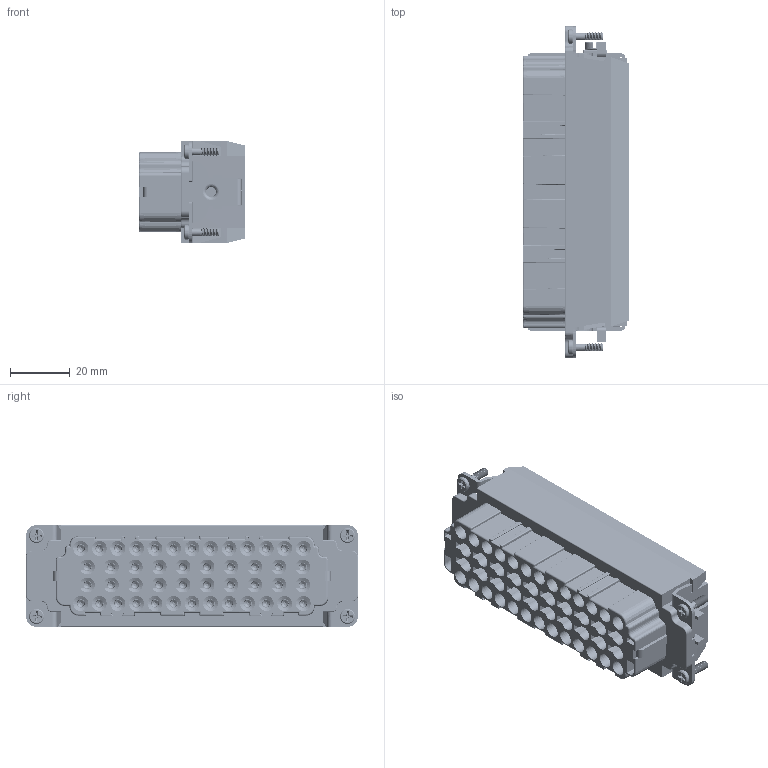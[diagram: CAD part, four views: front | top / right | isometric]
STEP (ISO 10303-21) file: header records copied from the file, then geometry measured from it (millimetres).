
FILE_DESCRIPTION((''),'2;1');
FILE_NAME('3D-HEE-046-F_1_7_1','2021-07-22T14:01:41',('xl.su'),(''),'CREO PARAMETRIC BY PTC INC, 2017110','CREO PARAMETRIC BY PTC INC, 2017110','');
FILE_SCHEMA(('CONFIG_CONTROL_DESIGN'));
Products named in the file (1): 3D-HEE-046-F_1_7_1
Bounding box: 35.7 x 111 x 34 mm (x, y, z)
Volume: 81359.5 mm3; surface area: 50467.1 mm2
Topology: 1 solids, 93 shells, 9861 faces, 29194 edges, 19799 vertices
Faces by surface type: plane 5652, cylinder 2094, cone 944, bspline 679, torus 488, sphere 4
Entity records: 367893 total; most frequent: CARTESIAN_POINT 117226, ORIENTED_EDGE 58380, DIRECTION 45013, EDGE_CURVE 29190, VERTEX_POINT 19799, AXIS2_PLACEMENT_3D 15623, VECTOR 13767, LINE 13767
